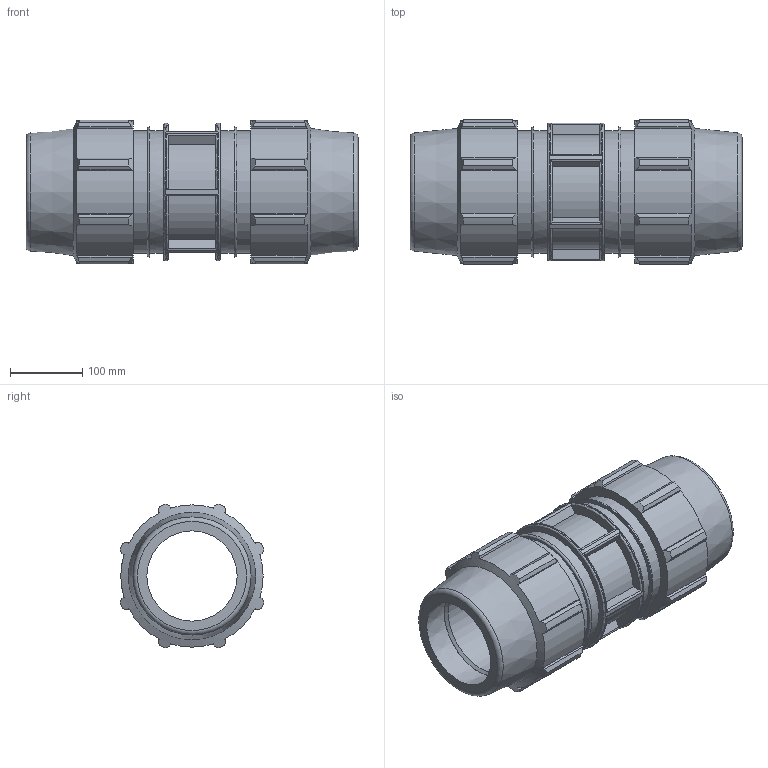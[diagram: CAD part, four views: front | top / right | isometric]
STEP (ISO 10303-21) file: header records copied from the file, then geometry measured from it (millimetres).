
FILE_DESCRIPTION(/* description */ ('PLASSON REPAIR COUPLER 125'),/* implementation_level */ '2;1');
FILE_NAME(/* name */ '076100125_186100125_0761061250A.ipt.stp',/* time_stamp */ '2017-06-06T13:34:31+03:00',/* author */ ('KIM'),/* organization */ (''),/* preprocessor_version */ 'ST-DEVELOPER v15.6',/* originating_system */ 'Autodesk Inventor 2015',/* authorisation */ '');
FILE_SCHEMA (('AUTOMOTIVE_DESIGN { 1 0 10303 214 3 1 1 }'));
Length unit declared in the file: millimetre
Products named in the file (1): 076100125_186100125_0761061250A
Bounding box: 460 x 199.48 x 199.48 mm (x, y, z)
Volume: 6067018.1 mm3; surface area: 542813.1 mm2
Topology: 1 solids, 1 shells, 198 faces, 540 edges, 359 vertices
Faces by surface type: plane 100, cylinder 56, cone 24, torus 18
Full cylindrical faces by diameter (mm): 125 x1, 169.6 x4, 190.8 x1
Entity records: 6530 total; most frequent: CARTESIAN_POINT 1571, ORIENTED_EDGE 1020, DIRECTION 942, EDGE_CURVE 510, VERTEX_POINT 350, AXIS2_PLACEMENT_3D 345, LINE 252, VECTOR 252
